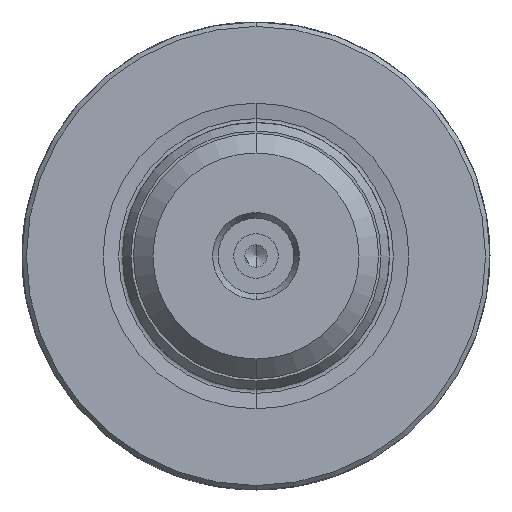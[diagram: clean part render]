
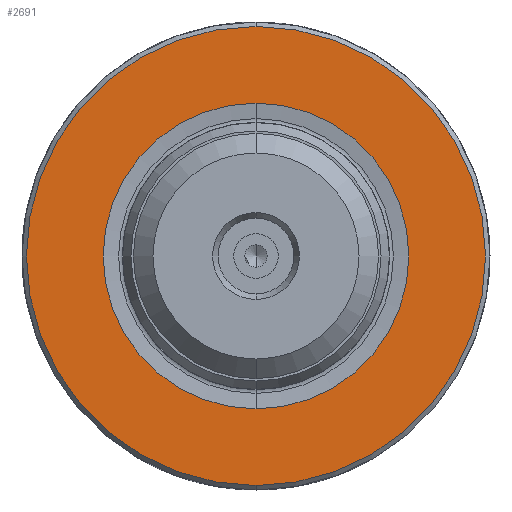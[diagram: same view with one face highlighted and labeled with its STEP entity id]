
A CAD part, left-side view. The second image highlights one B-rep face of the part: STEP entity #2691.
In plain terms, the highlighted planar face has unit normal (-1, 0, 0).
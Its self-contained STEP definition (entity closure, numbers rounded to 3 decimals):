
#408 = EDGE_LOOP ( 'NONE', ( #3559, #18130 ) ) ;
#842 = EDGE_CURVE ( 'NONE', #20437, #26050, #20136, .T. ) ;
#1244 = DIRECTION ( 'NONE',  ( 0., 0., -1. ) ) ;
#1276 = DIRECTION ( 'NONE',  ( 1., 0., 0. ) ) ;
#1498 = CARTESIAN_POINT ( 'NONE',  ( 0., 0., 0. ) ) ;
#2691 = ADVANCED_FACE ( 'NONE', ( #26044, #26791 ), #8024, .T. ) ;
#2811 = EDGE_CURVE ( 'NONE', #26050, #20437, #6383, .T. ) ;
#3559 = ORIENTED_EDGE ( 'NONE', *, *, #10547, .T. ) ;
#4865 = AXIS2_PLACEMENT_3D ( 'NONE', #23583, #9412, #25974 ) ;
#5911 = CIRCLE ( 'NONE', #4865, 13.715 ) ;
#6383 = CIRCLE ( 'NONE', #29343, 20.6 ) ;
#7805 = DIRECTION ( 'NONE',  ( 0., 0., 1. ) ) ;
#7869 = DIRECTION ( 'NONE',  ( -1., 0., 0. ) ) ;
#8024 = PLANE ( 'NONE',  #16596 ) ;
#8355 = CIRCLE ( 'NONE', #12323, 13.715 ) ;
#9412 = DIRECTION ( 'NONE',  ( 1., 0., 0. ) ) ;
#10547 = EDGE_CURVE ( 'NONE', #18313, #30106, #8355, .T. ) ;
#10616 = AXIS2_PLACEMENT_3D ( 'NONE', #17918, #20088, #20506 ) ;
#11454 = CARTESIAN_POINT ( 'NONE',  ( 0., 13.715, 0. ) ) ;
#12323 = AXIS2_PLACEMENT_3D ( 'NONE', #13453, #30101, #15838 ) ;
#13453 = CARTESIAN_POINT ( 'NONE',  ( 0., 0., 0. ) ) ;
#15838 = DIRECTION ( 'NONE',  ( 0., 0., -1. ) ) ;
#16279 = CARTESIAN_POINT ( 'NONE',  ( 0., 0., 13.715 ) ) ;
#16596 = AXIS2_PLACEMENT_3D ( 'NONE', #11454, #7869, #7805 ) ;
#16625 = ORIENTED_EDGE ( 'NONE', *, *, #842, .F. ) ;
#17295 = EDGE_CURVE ( 'NONE', #30106, #18313, #5911, .T. ) ;
#17918 = CARTESIAN_POINT ( 'NONE',  ( 0., 0., 0. ) ) ;
#18130 = ORIENTED_EDGE ( 'NONE', *, *, #17295, .T. ) ;
#18313 = VERTEX_POINT ( 'NONE', #16279 ) ;
#20088 = DIRECTION ( 'NONE',  ( 1., 0., 0. ) ) ;
#20136 = CIRCLE ( 'NONE', #10616, 20.6 ) ;
#20412 = CARTESIAN_POINT ( 'NONE',  ( 0., 0., 20.6 ) ) ;
#20437 = VERTEX_POINT ( 'NONE', #24868 ) ;
#20506 = DIRECTION ( 'NONE',  ( 0., 0., -1. ) ) ;
#23583 = CARTESIAN_POINT ( 'NONE',  ( 0., 0., 0. ) ) ;
#24166 = CARTESIAN_POINT ( 'NONE',  ( 0., 0., -13.715 ) ) ;
#24868 = CARTESIAN_POINT ( 'NONE',  ( 0., 0., -20.6 ) ) ;
#25974 = DIRECTION ( 'NONE',  ( 0., 0., -1. ) ) ;
#26044 = FACE_BOUND ( 'NONE', #408, .T. ) ;
#26050 = VERTEX_POINT ( 'NONE', #20412 ) ;
#26791 = FACE_OUTER_BOUND ( 'NONE', #27493, .T. ) ;
#27493 = EDGE_LOOP ( 'NONE', ( #16625, #30728 ) ) ;
#29343 = AXIS2_PLACEMENT_3D ( 'NONE', #1498, #1276, #1244 ) ;
#30101 = DIRECTION ( 'NONE',  ( 1., 0., 0. ) ) ;
#30106 = VERTEX_POINT ( 'NONE', #24166 ) ;
#30728 = ORIENTED_EDGE ( 'NONE', *, *, #2811, .F. ) ;
